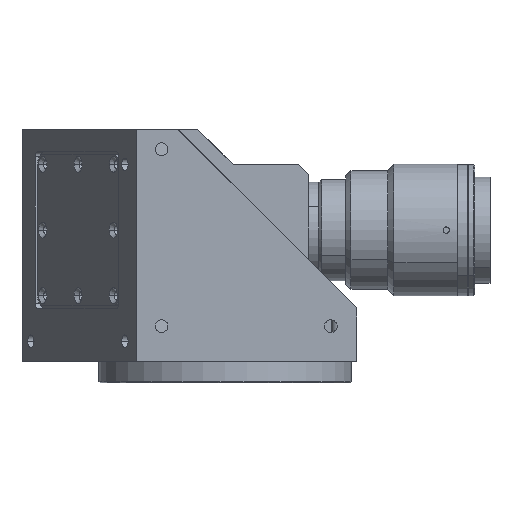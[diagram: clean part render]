
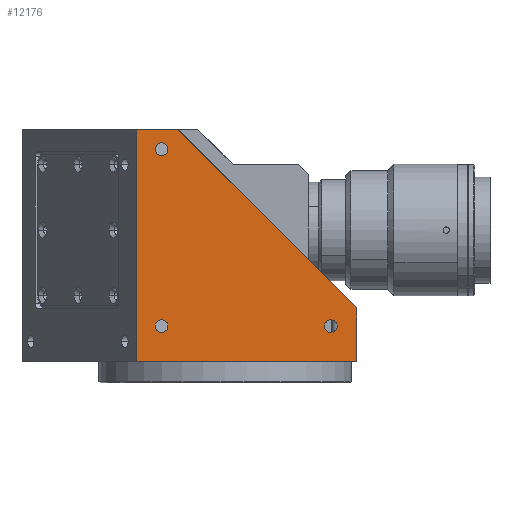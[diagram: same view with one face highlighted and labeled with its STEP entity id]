
A CAD part, front view. The second image highlights one B-rep face of the part: STEP entity #12176.
In plain terms, the highlighted planar face has unit normal (0, -1, 0).
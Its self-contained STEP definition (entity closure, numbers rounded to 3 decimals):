
#23 = VECTOR ( 'NONE', #10459, 1000. ) ;
#141 = LINE ( 'NONE', #10505, #23 ) ;
#157 = VECTOR ( 'NONE', #10599, 1000. ) ;
#189 = LINE ( 'NONE', #10669, #157 ) ;
#318 = CIRCLE ( 'NONE', #7630, 2.5 ) ;
#467 = VERTEX_POINT ( 'NONE', #3873 ) ;
#738 = CIRCLE ( 'NONE', #5527, 2.5 ) ;
#876 = EDGE_LOOP ( 'NONE', ( #10884, #7225 ) ) ;
#1483 = VERTEX_POINT ( 'NONE', #8693 ) ;
#1810 = AXIS2_PLACEMENT_3D ( 'NONE', #10236, #10231, #10210 ) ;
#2068 = VERTEX_POINT ( 'NONE', #6651 ) ;
#2080 = ORIENTED_EDGE ( 'NONE', *, *, #5582, .F. ) ;
#2512 = DIRECTION ( 'NONE',  ( 0., 0., -1. ) ) ;
#2524 = DIRECTION ( 'NONE',  ( 0., -1., 0. ) ) ;
#2541 = CARTESIAN_POINT ( 'NONE',  ( 41.815, -52., 204.192 ) ) ;
#2773 = EDGE_LOOP ( 'NONE', ( #7376, #12592, #3169, #13112, #13176 ) ) ;
#2788 = ORIENTED_EDGE ( 'NONE', *, *, #4560, .F. ) ;
#2845 = CARTESIAN_POINT ( 'NONE',  ( 52., -52., 190.192 ) ) ;
#3056 = DIRECTION ( 'NONE',  ( 0., 0., -1. ) ) ;
#3066 = DIRECTION ( 'NONE',  ( 0., -1., 0. ) ) ;
#3077 = CARTESIAN_POINT ( 'NONE',  ( -35.185, -52., 180.192 ) ) ;
#3138 = VERTEX_POINT ( 'NONE', #3287 ) ;
#3153 = VERTEX_POINT ( 'NONE', #2845 ) ;
#3169 = ORIENTED_EDGE ( 'NONE', *, *, #4615, .F. ) ;
#3199 = CIRCLE ( 'NONE', #8649, 2.5 ) ;
#3243 = PLANE ( 'NONE',  #9276 ) ;
#3287 = CARTESIAN_POINT ( 'NONE',  ( -25.185, -52., 206.692 ) ) ;
#3873 = CARTESIAN_POINT ( 'NONE',  ( 41.815, -52., 206.692 ) ) ;
#4426 = EDGE_CURVE ( 'NONE', #6693, #3153, #11194, .T. ) ;
#4512 = CIRCLE ( 'NONE', #1810, 2.5 ) ;
#4560 = EDGE_CURVE ( 'NONE', #1483, #3138, #7627, .T. ) ;
#4586 = EDGE_CURVE ( 'NONE', #2068, #467, #13024, .T. ) ;
#4612 = EDGE_CURVE ( 'NONE', #13584, #9373, #318, .T. ) ;
#4615 = EDGE_CURVE ( 'NONE', #4627, #11915, #189, .T. ) ;
#4627 = VERTEX_POINT ( 'NONE', #10518 ) ;
#4633 = EDGE_CURVE ( 'NONE', #6693, #4627, #141, .T. ) ;
#4805 = EDGE_CURVE ( 'NONE', #3153, #11509, #12831, .T. ) ;
#4882 = EDGE_CURVE ( 'NONE', #11509, #11915, #6350, .T. ) ;
#4956 = EDGE_LOOP ( 'NONE', ( #2788, #11497 ) ) ;
#5354 = CARTESIAN_POINT ( 'NONE',  ( -18.787, -52., 282.192 ) ) ;
#5527 = AXIS2_PLACEMENT_3D ( 'NONE', #2541, #2524, #2512 ) ;
#5582 = EDGE_CURVE ( 'NONE', #467, #2068, #738, .T. ) ;
#5875 = CARTESIAN_POINT ( 'NONE',  ( -25.185, -52., 276.692 ) ) ;
#6350 = LINE ( 'NONE', #7842, #11686 ) ;
#6651 = CARTESIAN_POINT ( 'NONE',  ( 41.815, -52., 201.692 ) ) ;
#6693 = VERTEX_POINT ( 'NONE', #11392 ) ;
#6803 = EDGE_CURVE ( 'NONE', #3138, #1483, #4512, .T. ) ;
#6872 = EDGE_CURVE ( 'NONE', #9373, #13584, #3199, .T. ) ;
#7225 = ORIENTED_EDGE ( 'NONE', *, *, #6872, .F. ) ;
#7279 = ORIENTED_EDGE ( 'NONE', *, *, #4586, .F. ) ;
#7376 = ORIENTED_EDGE ( 'NONE', *, *, #4805, .T. ) ;
#7627 = CIRCLE ( 'NONE', #8477, 2.5 ) ;
#7630 = AXIS2_PLACEMENT_3D ( 'NONE', #10652, #10631, #10614 ) ;
#7746 = DIRECTION ( 'NONE',  ( -0.707, 0., 0.707 ) ) ;
#7842 = CARTESIAN_POINT ( 'NONE',  ( -18.787, -52., 282.192 ) ) ;
#8253 = CARTESIAN_POINT ( 'NONE',  ( 52., -52., 211.405 ) ) ;
#8262 = FACE_BOUND ( 'NONE', #8963, .T. ) ;
#8273 = FACE_OUTER_BOUND ( 'NONE', #2773, .T. ) ;
#8285 = FACE_BOUND ( 'NONE', #4956, .T. ) ;
#8290 = DIRECTION ( 'NONE',  ( 0., 0., 1. ) ) ;
#8292 = CARTESIAN_POINT ( 'NONE',  ( 52., -52., 180.192 ) ) ;
#8308 = FACE_BOUND ( 'NONE', #876, .T. ) ;
#8477 = AXIS2_PLACEMENT_3D ( 'NONE', #11063, #11041, #11022 ) ;
#8494 = AXIS2_PLACEMENT_3D ( 'NONE', #10817, #10801, #10797 ) ;
#8618 = CARTESIAN_POINT ( 'NONE',  ( -25.185, -52., 274.192 ) ) ;
#8649 = AXIS2_PLACEMENT_3D ( 'NONE', #8618, #9549, #9534 ) ;
#8693 = CARTESIAN_POINT ( 'NONE',  ( -25.185, -52., 201.692 ) ) ;
#8963 = EDGE_LOOP ( 'NONE', ( #7279, #2080 ) ) ;
#9276 = AXIS2_PLACEMENT_3D ( 'NONE', #3077, #3066, #3056 ) ;
#9373 = VERTEX_POINT ( 'NONE', #5875 ) ;
#9534 = DIRECTION ( 'NONE',  ( 0., 0., -1. ) ) ;
#9549 = DIRECTION ( 'NONE',  ( 0., -1., 0. ) ) ;
#9631 = CARTESIAN_POINT ( 'NONE',  ( -25.185, -52., 271.692 ) ) ;
#10126 = VECTOR ( 'NONE', #12699, 1000. ) ;
#10210 = DIRECTION ( 'NONE',  ( 0., 0., -1. ) ) ;
#10231 = DIRECTION ( 'NONE',  ( 0., -1., 0. ) ) ;
#10236 = CARTESIAN_POINT ( 'NONE',  ( -25.185, -52., 204.192 ) ) ;
#10459 = DIRECTION ( 'NONE',  ( 0., 0., 1. ) ) ;
#10505 = CARTESIAN_POINT ( 'NONE',  ( -35.185, -52., 180.192 ) ) ;
#10518 = CARTESIAN_POINT ( 'NONE',  ( -35.185, -52., 282.192 ) ) ;
#10599 = DIRECTION ( 'NONE',  ( 1., 0., 0. ) ) ;
#10614 = DIRECTION ( 'NONE',  ( 0., 0., -1. ) ) ;
#10631 = DIRECTION ( 'NONE',  ( 0., -1., 0. ) ) ;
#10652 = CARTESIAN_POINT ( 'NONE',  ( -25.185, -52., 274.192 ) ) ;
#10669 = CARTESIAN_POINT ( 'NONE',  ( -35.185, -52., 282.192 ) ) ;
#10797 = DIRECTION ( 'NONE',  ( 0., 0., -1. ) ) ;
#10801 = DIRECTION ( 'NONE',  ( 0., -1., 0. ) ) ;
#10817 = CARTESIAN_POINT ( 'NONE',  ( 41.815, -52., 204.192 ) ) ;
#10884 = ORIENTED_EDGE ( 'NONE', *, *, #4612, .F. ) ;
#11022 = DIRECTION ( 'NONE',  ( 0., 0., -1. ) ) ;
#11041 = DIRECTION ( 'NONE',  ( 0., -1., 0. ) ) ;
#11063 = CARTESIAN_POINT ( 'NONE',  ( -25.185, -52., 204.192 ) ) ;
#11194 = LINE ( 'NONE', #12697, #10126 ) ;
#11392 = CARTESIAN_POINT ( 'NONE',  ( -35.185, -52., 190.192 ) ) ;
#11497 = ORIENTED_EDGE ( 'NONE', *, *, #6803, .F. ) ;
#11509 = VERTEX_POINT ( 'NONE', #8253 ) ;
#11686 = VECTOR ( 'NONE', #7746, 1000. ) ;
#11915 = VERTEX_POINT ( 'NONE', #5354 ) ;
#12176 = ADVANCED_FACE ( 'NONE', ( #8308, #8262, #8285, #8273 ), #3243, .T. ) ;
#12592 = ORIENTED_EDGE ( 'NONE', *, *, #4882, .T. ) ;
#12697 = CARTESIAN_POINT ( 'NONE',  ( -35.185, -52., 190.192 ) ) ;
#12698 = VECTOR ( 'NONE', #8290, 1000. ) ;
#12699 = DIRECTION ( 'NONE',  ( 1., 0., 0. ) ) ;
#12831 = LINE ( 'NONE', #8292, #12698 ) ;
#13024 = CIRCLE ( 'NONE', #8494, 2.5 ) ;
#13112 = ORIENTED_EDGE ( 'NONE', *, *, #4633, .F. ) ;
#13176 = ORIENTED_EDGE ( 'NONE', *, *, #4426, .T. ) ;
#13584 = VERTEX_POINT ( 'NONE', #9631 ) ;
